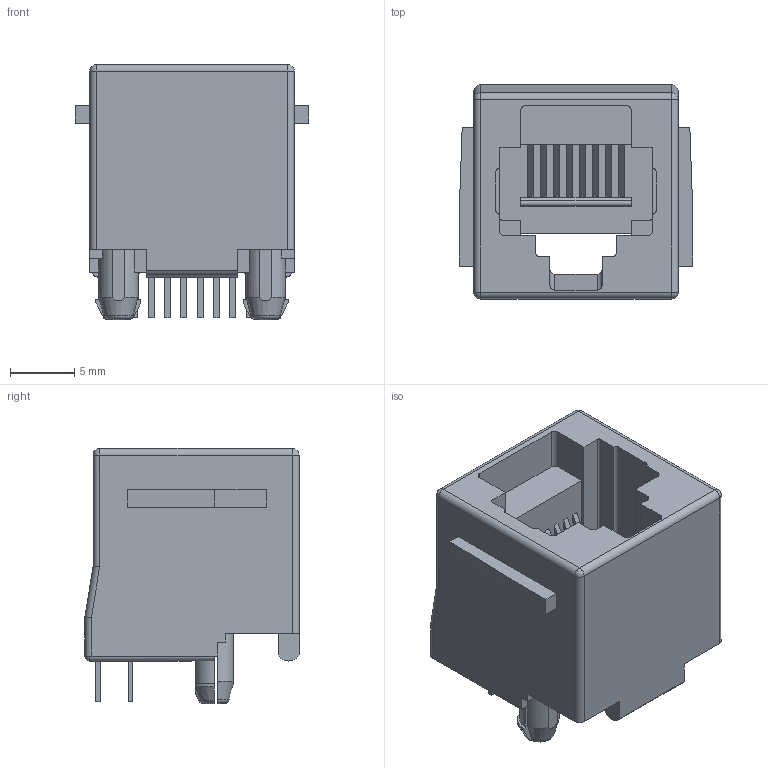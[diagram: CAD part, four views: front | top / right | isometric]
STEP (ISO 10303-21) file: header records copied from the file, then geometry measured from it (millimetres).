
FILE_DESCRIPTION (( 'STEP AP214' ), '1' );
FILE_NAME ('TJ-8P8C_vret-5520259-x.STEP', '2023-04-26T12:49:42', ( 'Elessar' ), ( '' ), 'SwSTEP 2.0', 'SolidWorks 2018', '' );
FILE_SCHEMA (( 'AUTOMOTIVE_DESIGN' ));
Length unit declared in the file: millimetre
Products named in the file (1): TJ-8P8C_vret-5520259-x
Bounding box: 18.16 x 16.64 x 19.81 mm (x, y, z)
Volume: 2477.7 mm3; surface area: 2496.7 mm2
Topology: 1 solids, 1 shells, 232 faces, 640 edges, 412 vertices
Faces by surface type: plane 165, cylinder 47, sphere 8, torus 8, cone 4
Entity records: 8556 total; most frequent: CARTESIAN_POINT 1793, ORIENTED_EDGE 1264, DIRECTION 1174, EDGE_CURVE 632, VECTOR 496, LINE 496, VERTEX_POINT 412, AXIS2_PLACEMENT_3D 339
